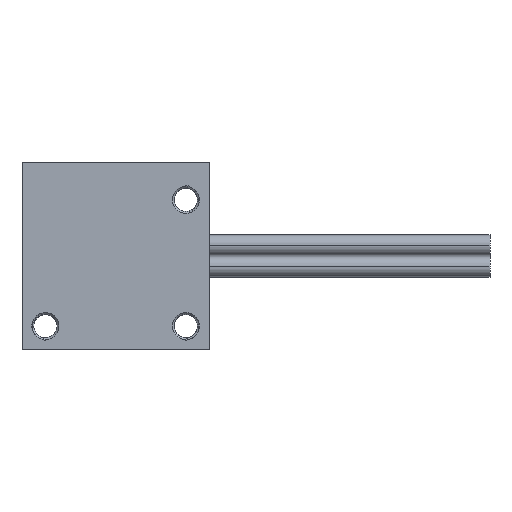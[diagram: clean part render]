
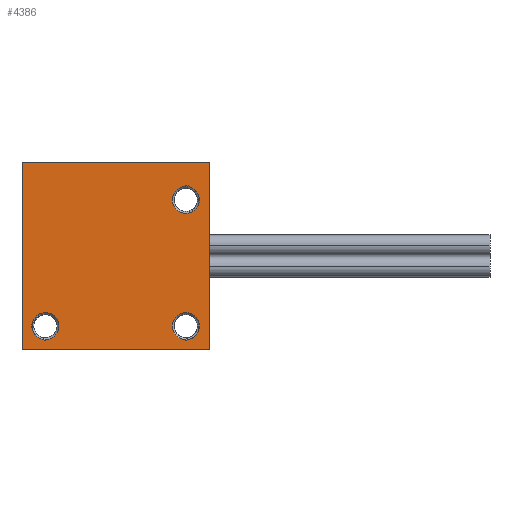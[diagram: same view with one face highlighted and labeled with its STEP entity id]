
A CAD part, top view. The second image highlights one B-rep face of the part: STEP entity #4386.
In plain terms, the highlighted planar face has unit normal (0, 0, 1).
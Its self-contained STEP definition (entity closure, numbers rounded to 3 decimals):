
#469=DIRECTION('',(1.,0.,0.));
#470=VECTOR('',#469,20.);
#471=CARTESIAN_POINT('',(0.,0.,5.));
#472=LINE('',#471,#470);
#473=DIRECTION('',(0.,-1.,0.));
#474=VECTOR('',#473,20.);
#475=CARTESIAN_POINT('',(0.,20.,5.));
#476=LINE('',#475,#474);
#477=DIRECTION('',(-1.,0.,0.));
#478=VECTOR('',#477,20.);
#479=CARTESIAN_POINT('',(20.,20.,5.));
#480=LINE('',#479,#478);
#481=DIRECTION('',(0.,1.,0.));
#482=VECTOR('',#481,20.);
#483=CARTESIAN_POINT('',(20.,0.,5.));
#484=LINE('',#483,#482);
#485=DIRECTION('',(0.,-1.,0.));
#486=VECTOR('',#485,0.05);
#487=CARTESIAN_POINT('',(17.5,17.5,5.));
#488=LINE('',#487,#486);
#489=CARTESIAN_POINT('',(17.5,16.,5.));
#490=DIRECTION('',(0.,0.,-1.));
#491=DIRECTION('',(0.368,0.93,0.));
#492=AXIS2_PLACEMENT_3D('',#489,#490,#491);
#494=CARTESIAN_POINT('',(17.5,17.5,5.));
#495=CARTESIAN_POINT('',(17.595,17.492,5.));
#496=CARTESIAN_POINT('',(17.778,17.457,5.));
#497=CARTESIAN_POINT('',(17.951,17.39,5.));
#498=CARTESIAN_POINT('',(18.034,17.348,5.));
#500=DIRECTION('',(0.,1.,0.));
#501=VECTOR('',#500,0.05);
#502=CARTESIAN_POINT('',(17.5,1.,5.));
#503=LINE('',#502,#501);
#504=CARTESIAN_POINT('',(18.034,1.152,5.));
#505=CARTESIAN_POINT('',(17.978,1.124,5.));
#506=CARTESIAN_POINT('',(17.864,1.075,5.));
#507=CARTESIAN_POINT('',(17.683,1.024,5.));
#508=CARTESIAN_POINT('',(17.562,1.005,5.));
#509=CARTESIAN_POINT('',(17.5,1.,5.));
#511=CARTESIAN_POINT('',(17.5,2.5,5.));
#512=DIRECTION('',(0.,0.,-1.));
#513=DIRECTION('',(1.,0.,0.));
#514=AXIS2_PLACEMENT_3D('',#511,#512,#513);
#516=DIRECTION('',(0.,1.,0.));
#517=VECTOR('',#516,0.05);
#518=CARTESIAN_POINT('',(2.5,1.,5.));
#519=LINE('',#518,#517);
#520=CARTESIAN_POINT('',(2.5,2.5,5.));
#521=DIRECTION('',(0.,0.,-1.));
#522=DIRECTION('',(-0.368,-0.93,0.));
#523=AXIS2_PLACEMENT_3D('',#520,#521,#522);
#525=CARTESIAN_POINT('',(2.5,1.,5.));
#526=CARTESIAN_POINT('',(2.438,1.005,5.));
#527=CARTESIAN_POINT('',(2.317,1.024,5.));
#528=CARTESIAN_POINT('',(2.136,1.075,5.));
#529=CARTESIAN_POINT('',(2.022,1.124,5.));
#530=CARTESIAN_POINT('',(1.966,1.152,5.));
#1369=CARTESIAN_POINT('',(17.5,16.,5.));
#1370=DIRECTION('',(0.,0.,-1.));
#1371=DIRECTION('',(1.,0.,0.));
#1372=AXIS2_PLACEMENT_3D('',#1369,#1370,#1371);
#2431=CARTESIAN_POINT('',(17.5,2.5,5.));
#2432=DIRECTION('',(0.,0.,-1.));
#2433=DIRECTION('',(0.,-1.,0.));
#2434=AXIS2_PLACEMENT_3D('',#2431,#2432,#2433);
#2576=CARTESIAN_POINT('',(2.5,2.5,5.));
#2577=DIRECTION('',(0.,0.,-1.));
#2578=DIRECTION('',(-1.,0.,0.));
#2579=AXIS2_PLACEMENT_3D('',#2576,#2577,#2578);
#3527=CARTESIAN_POINT('',(0.,0.,5.));
#3528=CARTESIAN_POINT('',(20.,0.,5.));
#3529=VERTEX_POINT('',#3527);
#3530=VERTEX_POINT('',#3528);
#3531=CARTESIAN_POINT('',(20.,20.,5.));
#3532=VERTEX_POINT('',#3531);
#3533=CARTESIAN_POINT('',(0.,20.,5.));
#3534=VERTEX_POINT('',#3533);
#3552=CARTESIAN_POINT('',(17.5,17.45,5.));
#3554=VERTEX_POINT('',#3552);
#3563=CARTESIAN_POINT('',(18.95,16.,5.));
#3565=VERTEX_POINT('',#3563);
#3571=CARTESIAN_POINT('',(17.5,17.5,5.));
#3572=VERTEX_POINT('',#3571);
#3662=VERTEX_POINT('',#498);
#3672=CARTESIAN_POINT('',(17.5,1.,5.));
#3674=VERTEX_POINT('',#3672);
#3692=CARTESIAN_POINT('',(17.5,1.05,5.));
#3693=VERTEX_POINT('',#3692);
#3694=VERTEX_POINT('',#504);
#3737=CARTESIAN_POINT('',(18.95,2.5,5.));
#3738=VERTEX_POINT('',#3737);
#3742=CARTESIAN_POINT('',(2.5,1.,5.));
#3744=VERTEX_POINT('',#3742);
#3762=CARTESIAN_POINT('',(2.5,1.05,5.));
#3763=VERTEX_POINT('',#3762);
#3764=VERTEX_POINT('',#530);
#3807=CARTESIAN_POINT('',(1.05,2.5,5.));
#3808=VERTEX_POINT('',#3807);
#4342=CARTESIAN_POINT('',(0.,0.,5.));
#4343=DIRECTION('',(0.,0.,1.));
#4344=DIRECTION('',(1.,0.,0.));
#4345=AXIS2_PLACEMENT_3D('',#4342,#4343,#4344);
#4346=PLANE('',#4345);
#4348=ORIENTED_EDGE('',*,*,#4347,.F.);
#4350=ORIENTED_EDGE('',*,*,#4349,.F.);
#4352=ORIENTED_EDGE('',*,*,#4351,.F.);
#4354=ORIENTED_EDGE('',*,*,#4353,.F.);
#4355=EDGE_LOOP('',(#4348,#4350,#4352,#4354));
#4356=FACE_OUTER_BOUND('',#4355,.F.);
#4358=ORIENTED_EDGE('',*,*,#4357,.T.);
#4360=ORIENTED_EDGE('',*,*,#4359,.F.);
#4362=ORIENTED_EDGE('',*,*,#4361,.F.);
#4364=ORIENTED_EDGE('',*,*,#4363,.F.);
#4365=EDGE_LOOP('',(#4358,#4360,#4362,#4364));
#4366=FACE_BOUND('',#4365,.F.);
#4367=ORIENTED_EDGE('',*,*,#4335,.F.);
#4369=ORIENTED_EDGE('',*,*,#4368,.F.);
#4371=ORIENTED_EDGE('',*,*,#4370,.F.);
#4373=ORIENTED_EDGE('',*,*,#4372,.F.);
#4374=EDGE_LOOP('',(#4367,#4369,#4371,#4373));
#4375=FACE_BOUND('',#4374,.F.);
#4377=ORIENTED_EDGE('',*,*,#4376,.T.);
#4379=ORIENTED_EDGE('',*,*,#4378,.F.);
#4381=ORIENTED_EDGE('',*,*,#4380,.F.);
#4383=ORIENTED_EDGE('',*,*,#4382,.F.);
#4384=EDGE_LOOP('',(#4377,#4379,#4381,#4383));
#4385=FACE_BOUND('',#4384,.F.);
#4386=ADVANCED_FACE('',(#4356,#4366,#4375,#4385),#4346,.T.);
#493=CIRCLE('',#492,1.45);
#499=B_SPLINE_CURVE_WITH_KNOTS('',3,(#494,#495,#496,#497,#498),.UNSPECIFIED.,
.F.,.F.,(4,1,4),(0.,0.5,1.),.UNSPECIFIED.);
#510=B_SPLINE_CURVE_WITH_KNOTS('',3,(#504,#505,#506,#507,#508,#509),
.UNSPECIFIED.,.F.,.F.,(4,1,1,4),(0.,0.333,0.667,1.),
.UNSPECIFIED.);
#515=CIRCLE('',#514,1.45);
#524=CIRCLE('',#523,1.45);
#531=B_SPLINE_CURVE_WITH_KNOTS('',3,(#525,#526,#527,#528,#529,#530),
.UNSPECIFIED.,.F.,.F.,(4,1,1,4),(0.,0.333,0.667,1.),
.UNSPECIFIED.);
#1373=CIRCLE('',#1372,1.45);
#2435=CIRCLE('',#2434,1.45);
#2580=CIRCLE('',#2579,1.45);
#4335=EDGE_CURVE('',#3674,#3693,#503,.T.);
#4347=EDGE_CURVE('',#3529,#3530,#472,.T.);
#4349=EDGE_CURVE('',#3534,#3529,#476,.T.);
#4351=EDGE_CURVE('',#3532,#3534,#480,.T.);
#4353=EDGE_CURVE('',#3530,#3532,#484,.T.);
#4357=EDGE_CURVE('',#3572,#3554,#488,.T.);
#4359=EDGE_CURVE('',#3565,#3554,#1373,.T.);
#4361=EDGE_CURVE('',#3662,#3565,#493,.T.);
#4363=EDGE_CURVE('',#3572,#3662,#499,.T.);
#4368=EDGE_CURVE('',#3694,#3674,#510,.T.);
#4370=EDGE_CURVE('',#3738,#3694,#515,.T.);
#4372=EDGE_CURVE('',#3693,#3738,#2435,.T.);
#4376=EDGE_CURVE('',#3744,#3763,#519,.T.);
#4378=EDGE_CURVE('',#3808,#3763,#2580,.T.);
#4380=EDGE_CURVE('',#3764,#3808,#524,.T.);
#4382=EDGE_CURVE('',#3744,#3764,#531,.T.);
